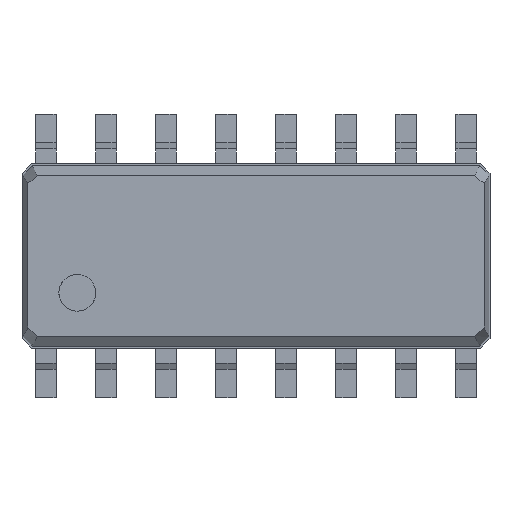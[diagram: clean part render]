
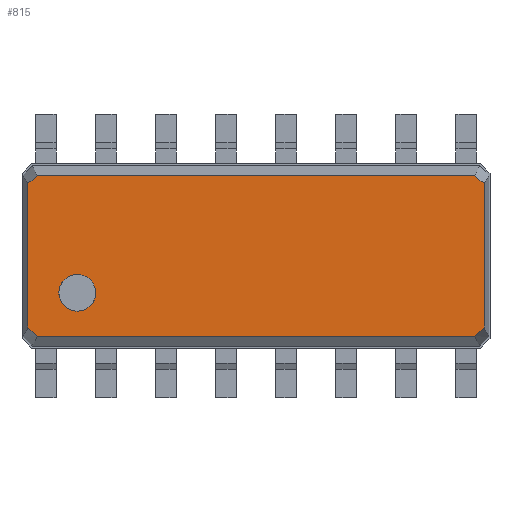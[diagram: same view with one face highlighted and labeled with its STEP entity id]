
A CAD part, top view. The second image highlights one B-rep face of the part: STEP entity #815.
In plain terms, the highlighted free-form (B-spline) face has degree [1, 1] with [2, 2] control points.
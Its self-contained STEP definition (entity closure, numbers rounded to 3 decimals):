
#644 = VERTEX_POINT('',#645);
#645 = CARTESIAN_POINT('',(-4.825,-1.526,1.55));
#652 = VERTEX_POINT('',#653);
#653 = CARTESIAN_POINT('',(-4.825,1.526,1.55));
#658 = EDGE_CURVE('',#644,#652,#659,.T.);
#659 = B_SPLINE_CURVE_WITH_KNOTS('',1,(#660,#661),.UNSPECIFIED.,.F.,.F.,
  (2,2),(0.,3.5),.PIECEWISE_BEZIER_KNOTS.);
#660 = CARTESIAN_POINT('',(-4.825,-1.526,1.55));
#661 = CARTESIAN_POINT('',(-4.825,1.526,1.55));
#674 = VERTEX_POINT('',#675);
#675 = CARTESIAN_POINT('',(-4.63,1.7,1.55));
#680 = EDGE_CURVE('',#652,#674,#681,.T.);
#681 = B_SPLINE_CURVE_WITH_KNOTS('',1,(#682,#683),.UNSPECIFIED.,.F.,.F.,
  (2,2),(0.,0.283),.PIECEWISE_BEZIER_KNOTS.);
#682 = CARTESIAN_POINT('',(-4.825,1.526,1.55));
#683 = CARTESIAN_POINT('',(-4.63,1.7,1.55));
#696 = VERTEX_POINT('',#697);
#697 = CARTESIAN_POINT('',(4.63,1.7,1.55));
#702 = EDGE_CURVE('',#674,#696,#703,.T.);
#703 = B_SPLINE_CURVE_WITH_KNOTS('',1,(#704,#705),.UNSPECIFIED.,.F.,.F.,
  (2,2),(0.,9.5),.PIECEWISE_BEZIER_KNOTS.);
#704 = CARTESIAN_POINT('',(-4.63,1.7,1.55));
#705 = CARTESIAN_POINT('',(4.63,1.7,1.55));
#718 = VERTEX_POINT('',#719);
#719 = CARTESIAN_POINT('',(4.825,1.526,1.55));
#724 = EDGE_CURVE('',#696,#718,#725,.T.);
#725 = B_SPLINE_CURVE_WITH_KNOTS('',1,(#726,#727),.UNSPECIFIED.,.F.,.F.,
  (2,2),(0.,0.283),.PIECEWISE_BEZIER_KNOTS.);
#726 = CARTESIAN_POINT('',(4.63,1.7,1.55));
#727 = CARTESIAN_POINT('',(4.825,1.526,1.55));
#740 = VERTEX_POINT('',#741);
#741 = CARTESIAN_POINT('',(4.825,-1.526,1.55));
#746 = EDGE_CURVE('',#718,#740,#747,.T.);
#747 = B_SPLINE_CURVE_WITH_KNOTS('',1,(#748,#749),.UNSPECIFIED.,.F.,.F.,
  (2,2),(0.,3.5),.PIECEWISE_BEZIER_KNOTS.);
#748 = CARTESIAN_POINT('',(4.825,1.526,1.55));
#749 = CARTESIAN_POINT('',(4.825,-1.526,1.55));
#762 = VERTEX_POINT('',#763);
#763 = CARTESIAN_POINT('',(4.63,-1.7,1.55));
#768 = EDGE_CURVE('',#740,#762,#769,.T.);
#769 = B_SPLINE_CURVE_WITH_KNOTS('',1,(#770,#771),.UNSPECIFIED.,.F.,.F.,
  (2,2),(0.,0.283),.PIECEWISE_BEZIER_KNOTS.);
#770 = CARTESIAN_POINT('',(4.825,-1.526,1.55));
#771 = CARTESIAN_POINT('',(4.63,-1.7,1.55));
#784 = VERTEX_POINT('',#785);
#785 = CARTESIAN_POINT('',(-4.63,-1.7,1.55));
#790 = EDGE_CURVE('',#762,#784,#791,.T.);
#791 = B_SPLINE_CURVE_WITH_KNOTS('',1,(#792,#793),.UNSPECIFIED.,.F.,.F.,
  (2,2),(0.,9.5),.PIECEWISE_BEZIER_KNOTS.);
#792 = CARTESIAN_POINT('',(4.63,-1.7,1.55));
#793 = CARTESIAN_POINT('',(-4.63,-1.7,1.55));
#806 = EDGE_CURVE('',#784,#644,#807,.T.);
#807 = B_SPLINE_CURVE_WITH_KNOTS('',1,(#808,#809),.UNSPECIFIED.,.F.,.F.,
  (2,2),(0.,0.283),.PIECEWISE_BEZIER_KNOTS.);
#808 = CARTESIAN_POINT('',(-4.63,-1.7,1.55));
#809 = CARTESIAN_POINT('',(-4.825,-1.526,1.55));
#815 = ADVANCED_FACE('',(#816,#826),#912,.F.);
#816 = FACE_BOUND('',#817,.F.);
#817 = EDGE_LOOP('',(#818,#819,#820,#821,#822,#823,#824,#825));
#818 = ORIENTED_EDGE('',*,*,#806,.T.);
#819 = ORIENTED_EDGE('',*,*,#658,.T.);
#820 = ORIENTED_EDGE('',*,*,#680,.T.);
#821 = ORIENTED_EDGE('',*,*,#702,.T.);
#822 = ORIENTED_EDGE('',*,*,#724,.T.);
#823 = ORIENTED_EDGE('',*,*,#746,.T.);
#824 = ORIENTED_EDGE('',*,*,#768,.T.);
#825 = ORIENTED_EDGE('',*,*,#790,.T.);
#826 = FACE_BOUND('',#827,.F.);
#827 = EDGE_LOOP('',(#828,#882));
#828 = ORIENTED_EDGE('',*,*,#829,.T.);
#829 = EDGE_CURVE('',#830,#832,#834,.T.);
#830 = VERTEX_POINT('',#831);
#831 = CARTESIAN_POINT('',(-3.39,-0.78,1.55));
#832 = VERTEX_POINT('',#833);
#833 = CARTESIAN_POINT('',(-3.811,-1.169,1.55));
#834 = B_SPLINE_CURVE_WITH_KNOTS('',6,(#835,#836,#837,#838,#839,#840,
    #841,#842,#843,#844,#845,#846,#847,#848,#849,#850,#851,#852,#853,
    #854,#855,#856,#857,#858,#859,#860,#861,#862,#863,#864,#865,#866,
    #867,#868,#869,#870,#871,#872,#873,#874,#875,#876,#877,#878,#879,
    #880,#881),.UNSPECIFIED.,.F.,.F.,(7,5,5,5,5,5,5,5,5,7),(0.,
    0.171,0.226,0.341,0.448,
    0.505,0.563,0.678,0.85,1.),
  .UNSPECIFIED.);
#835 = CARTESIAN_POINT('',(-3.39,-0.78,1.55));
#836 = CARTESIAN_POINT('',(-3.39,-0.729,1.55));
#837 = CARTESIAN_POINT('',(-3.398,-0.678,1.55));
#838 = CARTESIAN_POINT('',(-3.414,-0.628,1.55));
#839 = CARTESIAN_POINT('',(-3.438,-0.582,1.55));
#840 = CARTESIAN_POINT('',(-3.468,-0.54,1.55));
#841 = CARTESIAN_POINT('',(-3.516,-0.492,1.55));
#842 = CARTESIAN_POINT('',(-3.529,-0.481,1.55));
#843 = CARTESIAN_POINT('',(-3.542,-0.47,1.55));
#844 = CARTESIAN_POINT('',(-3.555,-0.461,1.55));
#845 = CARTESIAN_POINT('',(-3.569,-0.452,1.55));
#846 = CARTESIAN_POINT('',(-3.613,-0.426,1.55));
#847 = CARTESIAN_POINT('',(-3.645,-0.411,1.55));
#848 = CARTESIAN_POINT('',(-3.679,-0.4,1.55));
#849 = CARTESIAN_POINT('',(-3.713,-0.393,1.55));
#850 = CARTESIAN_POINT('',(-3.748,-0.39,1.55));
#851 = CARTESIAN_POINT('',(-3.815,-0.39,1.55));
#852 = CARTESIAN_POINT('',(-3.848,-0.394,1.55));
#853 = CARTESIAN_POINT('',(-3.88,-0.4,1.55));
#854 = CARTESIAN_POINT('',(-3.911,-0.41,1.55));
#855 = CARTESIAN_POINT('',(-3.941,-0.423,1.55));
#856 = CARTESIAN_POINT('',(-3.985,-0.448,1.55));
#857 = CARTESIAN_POINT('',(-3.999,-0.457,1.55));
#858 = CARTESIAN_POINT('',(-4.013,-0.467,1.55));
#859 = CARTESIAN_POINT('',(-4.027,-0.477,1.55));
#860 = CARTESIAN_POINT('',(-4.04,-0.489,1.55));
#861 = CARTESIAN_POINT('',(-4.065,-0.513,1.55));
#862 = CARTESIAN_POINT('',(-4.077,-0.526,1.55));
#863 = CARTESIAN_POINT('',(-4.088,-0.539,1.55));
#864 = CARTESIAN_POINT('',(-4.098,-0.553,1.55));
#865 = CARTESIAN_POINT('',(-4.108,-0.568,1.55));
#866 = CARTESIAN_POINT('',(-4.134,-0.613,1.55));
#867 = CARTESIAN_POINT('',(-4.148,-0.644,1.55));
#868 = CARTESIAN_POINT('',(-4.159,-0.677,1.55));
#869 = CARTESIAN_POINT('',(-4.166,-0.711,1.55));
#870 = CARTESIAN_POINT('',(-4.17,-0.746,1.55));
#871 = CARTESIAN_POINT('',(-4.17,-0.831,1.55));
#872 = CARTESIAN_POINT('',(-4.162,-0.883,1.55));
#873 = CARTESIAN_POINT('',(-4.146,-0.932,1.55));
#874 = CARTESIAN_POINT('',(-4.122,-0.979,1.55));
#875 = CARTESIAN_POINT('',(-4.091,-1.021,1.55));
#876 = CARTESIAN_POINT('',(-4.022,-1.089,1.55));
#877 = CARTESIAN_POINT('',(-3.985,-1.117,1.55));
#878 = CARTESIAN_POINT('',(-3.945,-1.139,1.55));
#879 = CARTESIAN_POINT('',(-3.901,-1.155,1.55));
#880 = CARTESIAN_POINT('',(-3.856,-1.165,1.55));
#881 = CARTESIAN_POINT('',(-3.811,-1.169,1.55));
#882 = ORIENTED_EDGE('',*,*,#883,.T.);
#883 = EDGE_CURVE('',#832,#830,#884,.T.);
#884 = B_SPLINE_CURVE_WITH_KNOTS('',6,(#885,#886,#887,#888,#889,#890,
    #891,#892,#893,#894,#895,#896,#897,#898,#899,#900,#901,#902,#903,
    #904,#905,#906,#907,#908,#909,#910,#911),.UNSPECIFIED.,.F.,.F.,(7,5,
    5,5,5,7),(0.,0.519,0.842,0.923,
    0.961,1.),.UNSPECIFIED.);
#885 = CARTESIAN_POINT('',(-3.811,-1.169,1.55));
#886 = CARTESIAN_POINT('',(-3.755,-1.173,1.55));
#887 = CARTESIAN_POINT('',(-3.698,-1.168,1.55));
#888 = CARTESIAN_POINT('',(-3.643,-1.153,1.55));
#889 = CARTESIAN_POINT('',(-3.591,-1.129,1.55));
#890 = CARTESIAN_POINT('',(-3.545,-1.096,1.55));
#891 = CARTESIAN_POINT('',(-3.481,-1.032,1.55));
#892 = CARTESIAN_POINT('',(-3.459,-1.005,1.55));
#893 = CARTESIAN_POINT('',(-3.44,-0.976,1.55));
#894 = CARTESIAN_POINT('',(-3.424,-0.945,1.55));
#895 = CARTESIAN_POINT('',(-3.412,-0.913,1.55));
#896 = CARTESIAN_POINT('',(-3.401,-0.871,1.55));
#897 = CARTESIAN_POINT('',(-3.399,-0.863,1.55));
#898 = CARTESIAN_POINT('',(-3.397,-0.854,1.55));
#899 = CARTESIAN_POINT('',(-3.395,-0.846,1.55));
#900 = CARTESIAN_POINT('',(-3.394,-0.837,1.55));
#901 = CARTESIAN_POINT('',(-3.393,-0.825,1.55));
#902 = CARTESIAN_POINT('',(-3.392,-0.821,1.55));
#903 = CARTESIAN_POINT('',(-3.392,-0.817,1.55));
#904 = CARTESIAN_POINT('',(-3.391,-0.813,1.55));
#905 = CARTESIAN_POINT('',(-3.391,-0.809,1.55));
#906 = CARTESIAN_POINT('',(-3.391,-0.801,1.55));
#907 = CARTESIAN_POINT('',(-3.39,-0.796,1.55));
#908 = CARTESIAN_POINT('',(-3.39,-0.792,1.55));
#909 = CARTESIAN_POINT('',(-3.39,-0.788,1.55));
#910 = CARTESIAN_POINT('',(-3.39,-0.784,1.55));
#911 = CARTESIAN_POINT('',(-3.39,-0.78,1.55));
#912 = B_SPLINE_SURFACE_WITH_KNOTS('',1,1,(
    (#913,#914)
    ,(#915,#916
    )),.UNSPECIFIED.,.F.,.F.,.F.,(2,2),(2,2),(-4.95,4.95),(-1.95,1.95),
  .PIECEWISE_BEZIER_KNOTS.);
#913 = CARTESIAN_POINT('',(4.825,-1.7,1.55));
#914 = CARTESIAN_POINT('',(4.825,1.7,1.55));
#915 = CARTESIAN_POINT('',(-4.825,-1.7,1.55));
#916 = CARTESIAN_POINT('',(-4.825,1.7,1.55));
